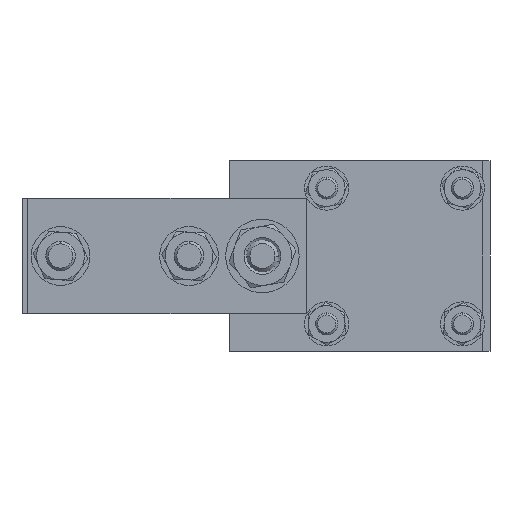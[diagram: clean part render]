
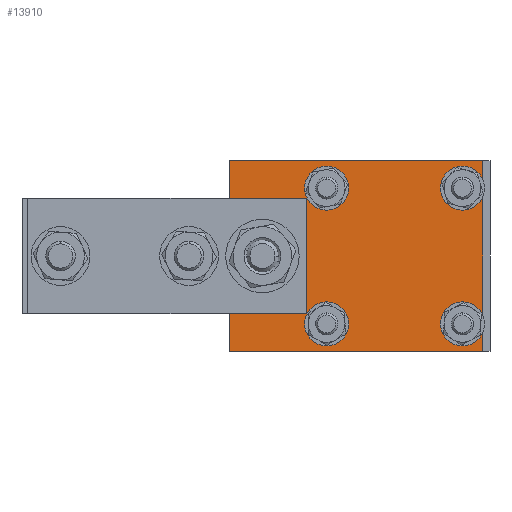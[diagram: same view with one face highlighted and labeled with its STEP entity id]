
A CAD part, front view. The second image highlights one B-rep face of the part: STEP entity #13910.
In plain terms, the highlighted planar face has unit normal (0, -1, 0).
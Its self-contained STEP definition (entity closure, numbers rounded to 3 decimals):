
#147 = FACE_BOUND ( 'NONE', #14083, .T. ) ;
#202 = CARTESIAN_POINT ( 'NONE',  ( -25.5, -2., 5.5 ) ) ;
#479 = DIRECTION ( 'NONE',  ( 0., 0., -1. ) ) ;
#539 = DIRECTION ( 'NONE',  ( 0., 1., 0. ) ) ;
#662 = CARTESIAN_POINT ( 'NONE',  ( -34.5, -2., 26. ) ) ;
#756 = CARTESIAN_POINT ( 'NONE',  ( 29., -2., 18.5 ) ) ;
#809 = VERTEX_POINT ( 'NONE', #662 ) ;
#896 = AXIS2_PLACEMENT_3D ( 'NONE', #756, #7695, #7555 ) ;
#1242 = VERTEX_POINT ( 'NONE', #5362 ) ;
#1314 = LINE ( 'NONE', #9637, #2046 ) ;
#1377 = CARTESIAN_POINT ( 'NONE',  ( 29., -2., 18.5 ) ) ;
#1393 = CIRCLE ( 'NONE', #896, 3.5 ) ;
#1467 = FACE_BOUND ( 'NONE', #6778, .T. ) ;
#2046 = VECTOR ( 'NONE', #9796, 1000. ) ;
#2286 = EDGE_LOOP ( 'NONE', ( #13590, #3149 ) ) ;
#2293 = VERTEX_POINT ( 'NONE', #10575 ) ;
#2313 = CARTESIAN_POINT ( 'NONE',  ( -8., -2., 18.5 ) ) ;
#2357 = VERTEX_POINT ( 'NONE', #12660 ) ;
#2473 = CARTESIAN_POINT ( 'NONE',  ( 29., -2., -18.5 ) ) ;
#2580 = VERTEX_POINT ( 'NONE', #5376 ) ;
#2798 = ORIENTED_EDGE ( 'NONE', *, *, #8669, .T. ) ;
#2818 = ORIENTED_EDGE ( 'NONE', *, *, #12681, .T. ) ;
#3149 = ORIENTED_EDGE ( 'NONE', *, *, #11029, .T. ) ;
#3210 = CARTESIAN_POINT ( 'NONE',  ( -34.5, -2., -26. ) ) ;
#3309 = ORIENTED_EDGE ( 'NONE', *, *, #9993, .T. ) ;
#3328 = VERTEX_POINT ( 'NONE', #7307 ) ;
#3783 = ORIENTED_EDGE ( 'NONE', *, *, #4637, .F. ) ;
#3829 = EDGE_CURVE ( 'NONE', #1242, #809, #13563, .T. ) ;
#3893 = AXIS2_PLACEMENT_3D ( 'NONE', #12050, #13341, #479 ) ;
#4105 = EDGE_LOOP ( 'NONE', ( #14672, #2798 ) ) ;
#4350 = CIRCLE ( 'NONE', #14149, 3.5 ) ;
#4395 = DIRECTION ( 'NONE',  ( 0., 1., 0. ) ) ;
#4495 = DIRECTION ( 'NONE',  ( 0., 0., -1. ) ) ;
#4547 = VERTEX_POINT ( 'NONE', #12099 ) ;
#4619 = VERTEX_POINT ( 'NONE', #8481 ) ;
#4637 = EDGE_CURVE ( 'NONE', #9929, #2357, #1314, .T. ) ;
#4646 = DIRECTION ( 'NONE',  ( 0., 1., 0. ) ) ;
#4696 = DIRECTION ( 'NONE',  ( 0., 0., -1. ) ) ;
#4736 = CARTESIAN_POINT ( 'NONE',  ( -25.5, -2., 0. ) ) ;
#5005 = CIRCLE ( 'NONE', #6739, 3.5 ) ;
#5174 = DIRECTION ( 'NONE',  ( 0., 0., -1. ) ) ;
#5241 = CARTESIAN_POINT ( 'NONE',  ( -34.5, -2., 26. ) ) ;
#5315 = CIRCLE ( 'NONE', #13899, 5.5 ) ;
#5362 = CARTESIAN_POINT ( 'NONE',  ( -34.5, -2., -26. ) ) ;
#5376 = CARTESIAN_POINT ( 'NONE',  ( -8., -2., 15. ) ) ;
#5852 = EDGE_CURVE ( 'NONE', #12622, #2580, #6514, .T. ) ;
#5862 = EDGE_LOOP ( 'NONE', ( #3783, #12754, #6207, #11938 ) ) ;
#6026 = FACE_BOUND ( 'NONE', #2286, .T. ) ;
#6094 = DIRECTION ( 'NONE',  ( 0., 1., 0. ) ) ;
#6138 = PLANE ( 'NONE',  #3893 ) ;
#6179 = FACE_OUTER_BOUND ( 'NONE', #5862, .T. ) ;
#6207 = ORIENTED_EDGE ( 'NONE', *, *, #3829, .F. ) ;
#6514 = CIRCLE ( 'NONE', #6763, 3.5 ) ;
#6739 = AXIS2_PLACEMENT_3D ( 'NONE', #7085, #13982, #7007 ) ;
#6763 = AXIS2_PLACEMENT_3D ( 'NONE', #2313, #4646, #14009 ) ;
#6778 = EDGE_LOOP ( 'NONE', ( #2818, #13566 ) ) ;
#6989 = EDGE_CURVE ( 'NONE', #8701, #9117, #5315, .T. ) ;
#7007 = DIRECTION ( 'NONE',  ( 0., 0., -1. ) ) ;
#7085 = CARTESIAN_POINT ( 'NONE',  ( -8., -2., 18.5 ) ) ;
#7307 = CARTESIAN_POINT ( 'NONE',  ( 29., -2., 22. ) ) ;
#7331 = FACE_BOUND ( 'NONE', #14772, .T. ) ;
#7555 = DIRECTION ( 'NONE',  ( 0., 0., -1. ) ) ;
#7629 = LINE ( 'NONE', #5241, #10010 ) ;
#7649 = CARTESIAN_POINT ( 'NONE',  ( 29., -2., -22. ) ) ;
#7695 = DIRECTION ( 'NONE',  ( 0., 1., 0. ) ) ;
#7750 = CIRCLE ( 'NONE', #10460, 5.5 ) ;
#7778 = DIRECTION ( 'NONE',  ( 0., 0., -1. ) ) ;
#7850 = CARTESIAN_POINT ( 'NONE',  ( -25.5, -2., 0. ) ) ;
#7949 = CARTESIAN_POINT ( 'NONE',  ( -34.5, -2., 26. ) ) ;
#7980 = AXIS2_PLACEMENT_3D ( 'NONE', #14802, #9003, #13680 ) ;
#7987 = CARTESIAN_POINT ( 'NONE',  ( 34.5, -2., 26. ) ) ;
#8077 = EDGE_CURVE ( 'NONE', #3328, #4619, #1393, .T. ) ;
#8223 = CARTESIAN_POINT ( 'NONE',  ( -8., -2., -18.5 ) ) ;
#8426 = DIRECTION ( 'NONE',  ( 0., 1., 0. ) ) ;
#8481 = CARTESIAN_POINT ( 'NONE',  ( 29., -2., 15. ) ) ;
#8669 = EDGE_CURVE ( 'NONE', #2580, #12622, #5005, .T. ) ;
#8701 = VERTEX_POINT ( 'NONE', #202 ) ;
#9003 = DIRECTION ( 'NONE',  ( 0., 1., 0. ) ) ;
#9099 = EDGE_CURVE ( 'NONE', #2357, #1242, #9224, .T. ) ;
#9117 = VERTEX_POINT ( 'NONE', #13897 ) ;
#9224 = LINE ( 'NONE', #3210, #13606 ) ;
#9281 = CIRCLE ( 'NONE', #11252, 3.5 ) ;
#9335 = CARTESIAN_POINT ( 'NONE',  ( -8., -2., 22. ) ) ;
#9532 = CIRCLE ( 'NONE', #12231, 3.5 ) ;
#9637 = CARTESIAN_POINT ( 'NONE',  ( 34.5, -2., 26. ) ) ;
#9661 = DIRECTION ( 'NONE',  ( 0., 0., -1. ) ) ;
#9796 = DIRECTION ( 'NONE',  ( 0., 0., -1. ) ) ;
#9929 = VERTEX_POINT ( 'NONE', #7987 ) ;
#9993 = EDGE_CURVE ( 'NONE', #4547, #10320, #12654, .T. ) ;
#10010 = VECTOR ( 'NONE', #11890, 1000. ) ;
#10320 = VERTEX_POINT ( 'NONE', #13751 ) ;
#10460 = AXIS2_PLACEMENT_3D ( 'NONE', #4736, #8426, #9661 ) ;
#10547 = DIRECTION ( 'NONE',  ( 0., 0., -1. ) ) ;
#10575 = CARTESIAN_POINT ( 'NONE',  ( 29., -2., -15. ) ) ;
#10623 = DIRECTION ( 'NONE',  ( 0., 1., 0. ) ) ;
#11029 = EDGE_CURVE ( 'NONE', #9117, #8701, #7750, .T. ) ;
#11252 = AXIS2_PLACEMENT_3D ( 'NONE', #13171, #539, #5174 ) ;
#11302 = VERTEX_POINT ( 'NONE', #7649 ) ;
#11491 = ORIENTED_EDGE ( 'NONE', *, *, #12365, .T. ) ;
#11877 = VECTOR ( 'NONE', #14765, 1000. ) ;
#11890 = DIRECTION ( 'NONE',  ( 1., 0., 0. ) ) ;
#11938 = ORIENTED_EDGE ( 'NONE', *, *, #9099, .F. ) ;
#11964 = EDGE_CURVE ( 'NONE', #809, #9929, #7629, .T. ) ;
#12015 = FACE_BOUND ( 'NONE', #4105, .T. ) ;
#12050 = CARTESIAN_POINT ( 'NONE',  ( 0., -2., 0. ) ) ;
#12099 = CARTESIAN_POINT ( 'NONE',  ( -8., -2., -15. ) ) ;
#12184 = ORIENTED_EDGE ( 'NONE', *, *, #12253, .T. ) ;
#12218 = CIRCLE ( 'NONE', #14391, 3.5 ) ;
#12231 = AXIS2_PLACEMENT_3D ( 'NONE', #2473, #14081, #4495 ) ;
#12242 = ORIENTED_EDGE ( 'NONE', *, *, #8077, .T. ) ;
#12253 = EDGE_CURVE ( 'NONE', #10320, #4547, #12218, .T. ) ;
#12365 = EDGE_CURVE ( 'NONE', #4619, #3328, #4350, .T. ) ;
#12622 = VERTEX_POINT ( 'NONE', #9335 ) ;
#12654 = CIRCLE ( 'NONE', #7980, 3.5 ) ;
#12660 = CARTESIAN_POINT ( 'NONE',  ( 34.5, -2., -26. ) ) ;
#12681 = EDGE_CURVE ( 'NONE', #2293, #11302, #9532, .T. ) ;
#12754 = ORIENTED_EDGE ( 'NONE', *, *, #11964, .F. ) ;
#12905 = DIRECTION ( 'NONE',  ( -1., 0., 0. ) ) ;
#13171 = CARTESIAN_POINT ( 'NONE',  ( 29., -2., -18.5 ) ) ;
#13341 = DIRECTION ( 'NONE',  ( 0., -1., 0. ) ) ;
#13563 = LINE ( 'NONE', #7949, #11877 ) ;
#13566 = ORIENTED_EDGE ( 'NONE', *, *, #14893, .T. ) ;
#13590 = ORIENTED_EDGE ( 'NONE', *, *, #6989, .T. ) ;
#13606 = VECTOR ( 'NONE', #12905, 1000. ) ;
#13680 = DIRECTION ( 'NONE',  ( 0., 0., -1. ) ) ;
#13751 = CARTESIAN_POINT ( 'NONE',  ( -8., -2., -22. ) ) ;
#13897 = CARTESIAN_POINT ( 'NONE',  ( -25.5, -2., -5.5 ) ) ;
#13899 = AXIS2_PLACEMENT_3D ( 'NONE', #7850, #4395, #7778 ) ;
#13910 = ADVANCED_FACE ( 'NONE', ( #6026, #147, #7331, #12015, #1467, #6179 ), #6138, .T. ) ;
#13982 = DIRECTION ( 'NONE',  ( 0., 1., 0. ) ) ;
#14009 = DIRECTION ( 'NONE',  ( 0., 0., -1. ) ) ;
#14081 = DIRECTION ( 'NONE',  ( 0., 1., 0. ) ) ;
#14083 = EDGE_LOOP ( 'NONE', ( #3309, #12184 ) ) ;
#14149 = AXIS2_PLACEMENT_3D ( 'NONE', #1377, #6094, #10547 ) ;
#14391 = AXIS2_PLACEMENT_3D ( 'NONE', #8223, #10623, #4696 ) ;
#14672 = ORIENTED_EDGE ( 'NONE', *, *, #5852, .T. ) ;
#14765 = DIRECTION ( 'NONE',  ( 0., 0., 1. ) ) ;
#14772 = EDGE_LOOP ( 'NONE', ( #12242, #11491 ) ) ;
#14802 = CARTESIAN_POINT ( 'NONE',  ( -8., -2., -18.5 ) ) ;
#14893 = EDGE_CURVE ( 'NONE', #11302, #2293, #9281, .T. ) ;
